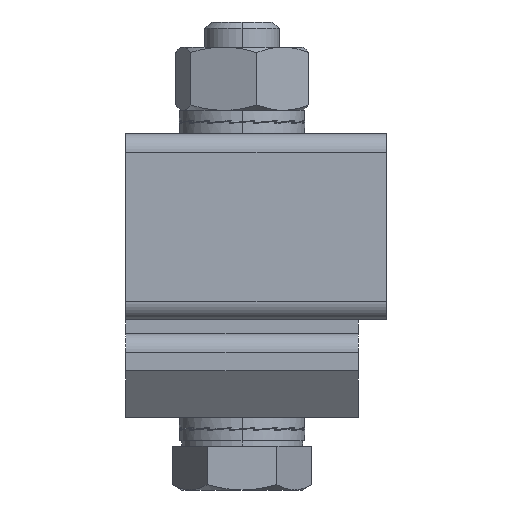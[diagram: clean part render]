
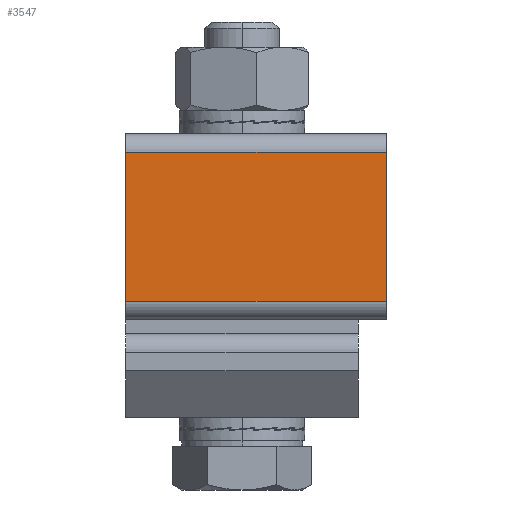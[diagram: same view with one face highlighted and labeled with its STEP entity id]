
A CAD part, left-side view. The second image highlights one B-rep face of the part: STEP entity #3547.
In plain terms, the highlighted planar face has unit normal (-1, 0, 0).
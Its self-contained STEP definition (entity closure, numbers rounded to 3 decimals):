
#301 = LINE ( 'NONE', #9532, #7392 ) ;
#649 = DIRECTION ( 'NONE',  ( 0., 0., 1. ) ) ;
#2411 = CARTESIAN_POINT ( 'NONE',  ( -95., 12.5, 19.5 ) ) ;
#3207 = CARTESIAN_POINT ( 'NONE',  ( -95., -15.5, 3.5 ) ) ;
#3453 = DIRECTION ( 'NONE',  ( 0., 0., -1. ) ) ;
#3547 = ADVANCED_FACE ( 'NONE', ( #9032 ), #6377, .F. ) ;
#5556 = CARTESIAN_POINT ( 'NONE',  ( -95., 12.5, 1.5 ) ) ;
#5969 = VECTOR ( 'NONE', #17226, 1000. ) ;
#6377 = PLANE ( 'NONE',  #13573 ) ;
#6463 = DIRECTION ( 'NONE',  ( 0., -1., 0. ) ) ;
#6755 = VERTEX_POINT ( 'NONE', #12023 ) ;
#7392 = VECTOR ( 'NONE', #6463, 1000. ) ;
#7549 = EDGE_CURVE ( 'NONE', #6755, #14417, #301, .T. ) ;
#8075 = VECTOR ( 'NONE', #649, 1000. ) ;
#8628 = ORIENTED_EDGE ( 'NONE', *, *, #12761, .T. ) ;
#8809 = EDGE_CURVE ( 'NONE', #6755, #14113, #18744, .T. ) ;
#9032 = FACE_OUTER_BOUND ( 'NONE', #9277, .T. ) ;
#9277 = EDGE_LOOP ( 'NONE', ( #8628, #18075, #16156, #17731 ) ) ;
#9473 = CARTESIAN_POINT ( 'NONE',  ( -95., 12.5, 1.5 ) ) ;
#9532 = CARTESIAN_POINT ( 'NONE',  ( -95., -15.5, 3.5 ) ) ;
#10438 = CARTESIAN_POINT ( 'NONE',  ( -95., 12.5, 19.5 ) ) ;
#10562 = LINE ( 'NONE', #10438, #11286 ) ;
#10837 = DIRECTION ( 'NONE',  ( 1., 0., 0. ) ) ;
#11286 = VECTOR ( 'NONE', #15074, 1000. ) ;
#12023 = CARTESIAN_POINT ( 'NONE',  ( -95., 12.5, 3.5 ) ) ;
#12761 = EDGE_CURVE ( 'NONE', #14417, #14501, #17105, .T. ) ;
#13573 = AXIS2_PLACEMENT_3D ( 'NONE', #5556, #10837, #3453 ) ;
#13626 = CARTESIAN_POINT ( 'NONE',  ( -95., -15.5, 19.5 ) ) ;
#14113 = VERTEX_POINT ( 'NONE', #2411 ) ;
#14249 = CARTESIAN_POINT ( 'NONE',  ( -95., -15.5, 1.5 ) ) ;
#14417 = VERTEX_POINT ( 'NONE', #3207 ) ;
#14501 = VERTEX_POINT ( 'NONE', #13626 ) ;
#14597 = EDGE_CURVE ( 'NONE', #14501, #14113, #10562, .T. ) ;
#15074 = DIRECTION ( 'NONE',  ( 0., 1., 0. ) ) ;
#16156 = ORIENTED_EDGE ( 'NONE', *, *, #8809, .F. ) ;
#17105 = LINE ( 'NONE', #14249, #5969 ) ;
#17226 = DIRECTION ( 'NONE',  ( 0., 0., 1. ) ) ;
#17731 = ORIENTED_EDGE ( 'NONE', *, *, #7549, .T. ) ;
#18075 = ORIENTED_EDGE ( 'NONE', *, *, #14597, .T. ) ;
#18744 = LINE ( 'NONE', #9473, #8075 ) ;
